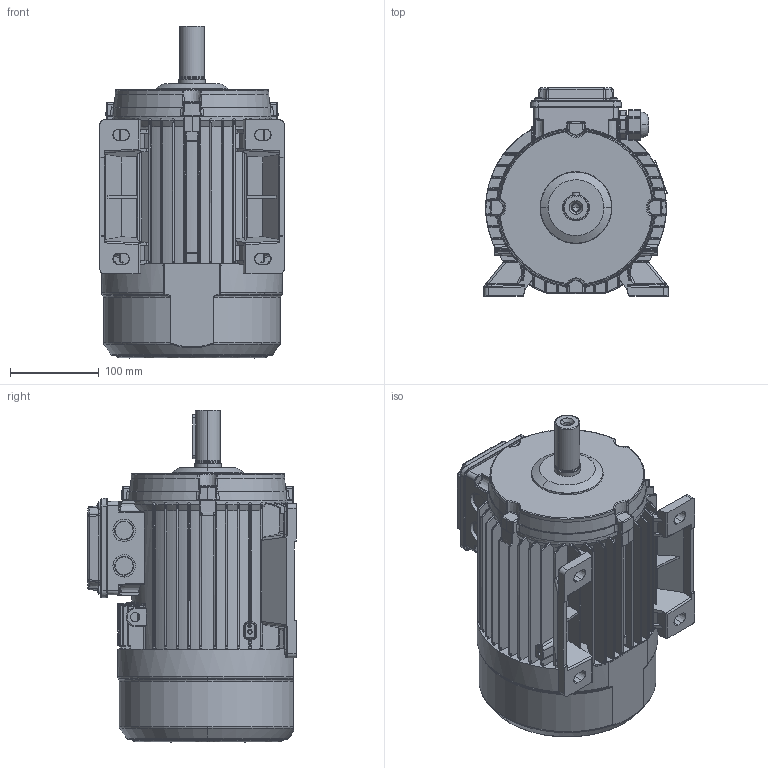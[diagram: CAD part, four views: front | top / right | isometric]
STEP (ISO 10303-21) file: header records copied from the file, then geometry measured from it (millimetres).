
FILE_DESCRIPTION (( 'STEP AP214' ), '1' );
FILE_NAME ('A-100L-B3-T_WOL.STEP', '2019-08-21T09:48:08', ( '' ), ( '' ), 'SwSTEP 2.0', 'SolidWorks 2018', '' );
FILE_SCHEMA (( 'AUTOMOTIVE_DESIGN' ));
Length unit declared in the file: millimetre
Products named in the file (1): A-100L-B3-T_WOL
Bounding box: 208 x 235.25 x 375 mm (x, y, z)
Volume: 8872072.9 mm3; surface area: 503498.2 mm2
Topology: 3 solids, 3 shells, 2277 faces, 5923 edges, 3627 vertices
Faces by surface type: bspline 878, cylinder 594, plane 567, cone 198, sphere 32, torus 8
Entity records: 134224 total; most frequent: CARTESIAN_POINT 87424, ORIENTED_EDGE 11716, DIRECTION 7174, EDGE_CURVE 5858, VERTEX_POINT 3627, AXIS2_PLACEMENT_3D 2559, EDGE_LOOP 2333, ADVANCED_FACE 2277
